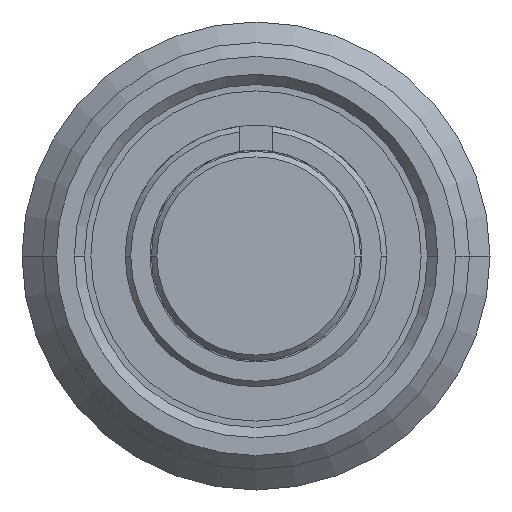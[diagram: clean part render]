
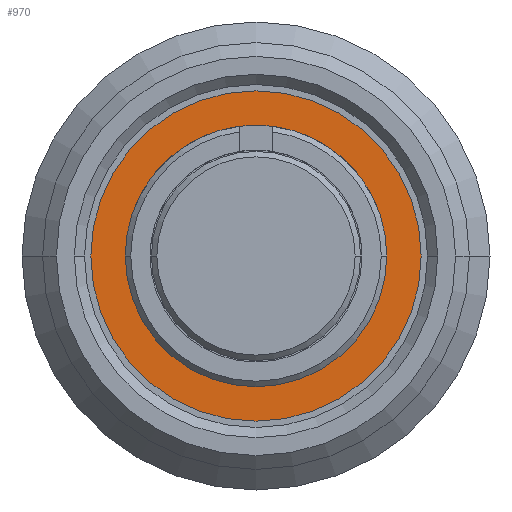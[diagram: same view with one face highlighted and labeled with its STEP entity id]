
A CAD part, left-side view. The second image highlights one B-rep face of the part: STEP entity #970.
In plain terms, the highlighted planar face has unit normal (-1, 0, 0).
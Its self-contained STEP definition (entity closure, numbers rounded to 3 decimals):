
#100=CARTESIAN_POINT('',(5.5,-4.75,0.));
#110=VERTEX_POINT('',#100);
#580=CARTESIAN_POINT('',(5.5,4.75,0.));
#590=VERTEX_POINT('',#580);
#620=CARTESIAN_POINT('',(5.5,0.,0.));
#630=DIRECTION('',(1.,0.,0.));
#640=DIRECTION('',(0.,-1.,0.));
#650=AXIS2_PLACEMENT_3D('',#620,#630,#640);
#660=CIRCLE('',#650,4.75);
#670=EDGE_CURVE('',#590,#110,#660,.T.);
#720=CARTESIAN_POINT('',(5.5,-5.375,0.));
#730=DIRECTION('',(-1.,0.,0.));
#740=DIRECTION('',(0.,1.,0.));
#750=AXIS2_PLACEMENT_3D('',#720,#730,#740);
#760=PLANE('',#750);
#770=CARTESIAN_POINT('',(5.5,0.,0.));
#780=DIRECTION('',(1.,0.,0.));
#790=DIRECTION('',(0.,-1.,0.));
#800=AXIS2_PLACEMENT_3D('',#770,#780,#790);
#810=CIRCLE('',#800,6.);
#820=CARTESIAN_POINT('',(5.5,-6.,0.));
#830=VERTEX_POINT('',#820);
#840=CARTESIAN_POINT('',(5.5,6.,0.));
#850=VERTEX_POINT('',#840);
#860=EDGE_CURVE('',#830,#850,#810,.T.);
#870=ORIENTED_EDGE('',*,*,#860,.F.);
#880=EDGE_CURVE('',#850,#830,#810,.T.);
#890=ORIENTED_EDGE('',*,*,#880,.F.);
#900=EDGE_LOOP('',(#890,#870));
#910=FACE_OUTER_BOUND('',#900,.T.);
#920=EDGE_CURVE('',#110,#590,#660,.T.);
#930=ORIENTED_EDGE('',*,*,#920,.T.);
#940=ORIENTED_EDGE('',*,*,#670,.T.);
#950=EDGE_LOOP('',(#940,#930));
#960=FACE_BOUND('',#950,.T.);
#970=ADVANCED_FACE('',(#910,#960),#760,.T.);
